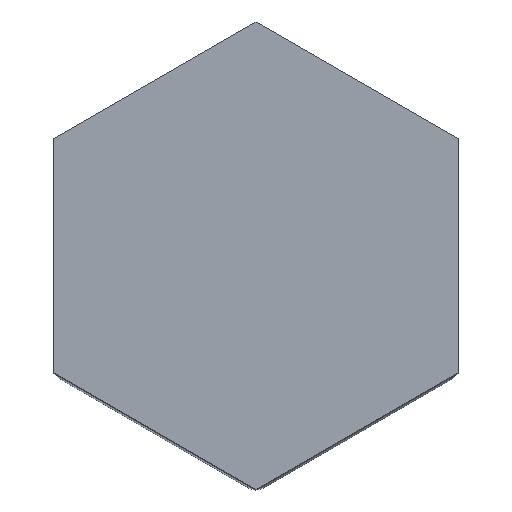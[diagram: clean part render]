
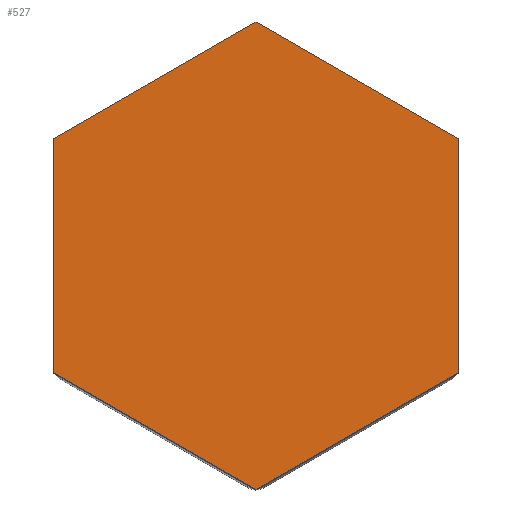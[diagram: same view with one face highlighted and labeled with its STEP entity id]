
A CAD part, top view. The second image highlights one B-rep face of the part: STEP entity #527.
In plain terms, the highlighted planar face has unit normal (0, 0, 1).
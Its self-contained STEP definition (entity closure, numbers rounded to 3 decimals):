
#39=PLANE('',#582);
#67=FACE_OUTER_BOUND('',#97,.T.);
#97=EDGE_LOOP('',(#483,#484,#485,#486,#487,#488));
#143=LINE('',#844,#203);
#146=LINE('',#850,#206);
#149=LINE('',#856,#209);
#152=LINE('',#862,#212);
#155=LINE('',#868,#215);
#158=LINE('',#872,#218);
#203=VECTOR('',#696,10.);
#206=VECTOR('',#701,10.);
#209=VECTOR('',#706,10.);
#212=VECTOR('',#711,10.);
#215=VECTOR('',#716,10.);
#218=VECTOR('',#721,10.);
#269=VERTEX_POINT('',#841);
#270=VERTEX_POINT('',#843);
#272=VERTEX_POINT('',#849);
#274=VERTEX_POINT('',#855);
#276=VERTEX_POINT('',#861);
#278=VERTEX_POINT('',#867);
#335=EDGE_CURVE('',#270,#269,#143,.T.);
#338=EDGE_CURVE('',#272,#270,#146,.T.);
#341=EDGE_CURVE('',#274,#272,#149,.T.);
#344=EDGE_CURVE('',#276,#274,#152,.T.);
#347=EDGE_CURVE('',#278,#276,#155,.T.);
#350=EDGE_CURVE('',#269,#278,#158,.T.);
#483=ORIENTED_EDGE('',*,*,#350,.T.);
#484=ORIENTED_EDGE('',*,*,#347,.T.);
#485=ORIENTED_EDGE('',*,*,#344,.T.);
#486=ORIENTED_EDGE('',*,*,#341,.T.);
#487=ORIENTED_EDGE('',*,*,#338,.T.);
#488=ORIENTED_EDGE('',*,*,#335,.T.);
#527=ADVANCED_FACE('',(#67),#39,.T.);
#582=AXIS2_PLACEMENT_3D('',#873,#722,#723);
#696=DIRECTION('',(-0.866,-0.5,0.));
#701=DIRECTION('',(-0.866,0.5,0.));
#706=DIRECTION('',(0.,1.,0.));
#711=DIRECTION('',(0.866,0.5,0.));
#716=DIRECTION('',(0.866,-0.5,0.));
#721=DIRECTION('',(0.,-1.,0.));
#722=DIRECTION('center_axis',(0.,0.,1.));
#723=DIRECTION('ref_axis',(1.,0.,0.));
#841=CARTESIAN_POINT('',(-30.,17.321,250.));
#843=CARTESIAN_POINT('',(0.,34.641,250.));
#844=CARTESIAN_POINT('',(0.,34.641,250.));
#849=CARTESIAN_POINT('',(30.,17.321,250.));
#850=CARTESIAN_POINT('',(30.,17.321,250.));
#855=CARTESIAN_POINT('',(30.,-17.321,250.));
#856=CARTESIAN_POINT('',(30.,-17.321,250.));
#861=CARTESIAN_POINT('',(0.,-34.641,250.));
#862=CARTESIAN_POINT('',(0.,-34.641,250.));
#867=CARTESIAN_POINT('',(-30.,-17.321,250.));
#868=CARTESIAN_POINT('',(-30.,-17.321,250.));
#872=CARTESIAN_POINT('',(-30.,17.321,250.));
#873=CARTESIAN_POINT('Origin',(0.,0.,250.));
